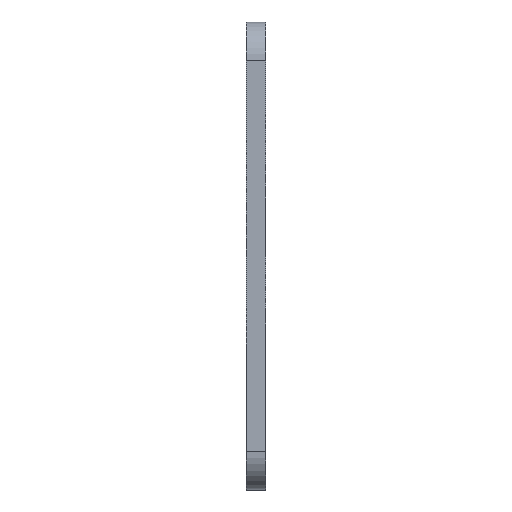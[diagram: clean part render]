
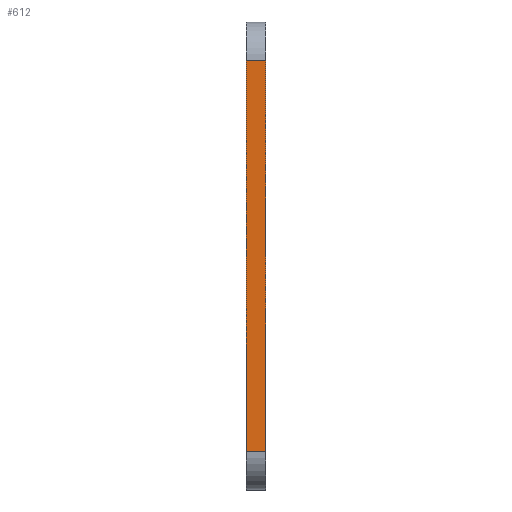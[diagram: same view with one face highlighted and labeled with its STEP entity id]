
A CAD part, left-side view. The second image highlights one B-rep face of the part: STEP entity #612.
In plain terms, the highlighted planar face has unit normal (-1, 0, 0).
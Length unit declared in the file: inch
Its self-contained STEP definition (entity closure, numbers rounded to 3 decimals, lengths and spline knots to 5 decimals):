
#22 = VECTOR ( 'NONE', #199, 39.37008 ) ;
#70 = CARTESIAN_POINT ( 'NONE',  ( -0.4375, 0.125, -2.75 ) ) ;
#73 = ORIENTED_EDGE ( 'NONE', *, *, #298, .T. ) ;
#108 = VECTOR ( 'NONE', #899, 39.37008 ) ;
#199 = DIRECTION ( 'NONE',  ( 0., 0., 1. ) ) ;
#232 = DIRECTION ( 'NONE',  ( 0., -1., 0. ) ) ;
#238 = CARTESIAN_POINT ( 'NONE',  ( -0.4375, 0.125, -0.25 ) ) ;
#251 = EDGE_CURVE ( 'NONE', #338, #1063, #691, .T. ) ;
#261 = VERTEX_POINT ( 'NONE', #487 ) ;
#270 = PLANE ( 'NONE',  #1143 ) ;
#272 = EDGE_CURVE ( 'NONE', #338, #288, #611, .T. ) ;
#288 = VERTEX_POINT ( 'NONE', #599 ) ;
#298 = EDGE_CURVE ( 'NONE', #288, #261, #594, .T. ) ;
#332 = LINE ( 'NONE', #948, #1268 ) ;
#338 = VERTEX_POINT ( 'NONE', #1325 ) ;
#373 = CARTESIAN_POINT ( 'NONE',  ( -0.4375, 0.125, -0.25 ) ) ;
#397 = CARTESIAN_POINT ( 'NONE',  ( -0.4375, 0.125, -0.25 ) ) ;
#487 = CARTESIAN_POINT ( 'NONE',  ( -0.4375, 0., -0.25 ) ) ;
#568 = DIRECTION ( 'NONE',  ( 0., 0., -1. ) ) ;
#594 = LINE ( 'NONE', #904, #1246 ) ;
#599 = CARTESIAN_POINT ( 'NONE',  ( -0.4375, 0., -2.75 ) ) ;
#611 = LINE ( 'NONE', #70, #108 ) ;
#612 = ADVANCED_FACE ( 'NONE', ( #1103 ), #270, .F. ) ;
#640 = ORIENTED_EDGE ( 'NONE', *, *, #272, .T. ) ;
#678 = ORIENTED_EDGE ( 'NONE', *, *, #251, .F. ) ;
#691 = LINE ( 'NONE', #397, #22 ) ;
#847 = EDGE_LOOP ( 'NONE', ( #73, #1141, #678, #640 ) ) ;
#899 = DIRECTION ( 'NONE',  ( 0., -1., 0. ) ) ;
#904 = CARTESIAN_POINT ( 'NONE',  ( -0.4375, 0., -0.25 ) ) ;
#920 = EDGE_CURVE ( 'NONE', #1063, #261, #332, .T. ) ;
#948 = CARTESIAN_POINT ( 'NONE',  ( -0.4375, 0.125, -0.25 ) ) ;
#975 = DIRECTION ( 'NONE',  ( 1., 0., 0. ) ) ;
#1007 = DIRECTION ( 'NONE',  ( 0., 0., 1. ) ) ;
#1063 = VERTEX_POINT ( 'NONE', #238 ) ;
#1103 = FACE_OUTER_BOUND ( 'NONE', #847, .T. ) ;
#1141 = ORIENTED_EDGE ( 'NONE', *, *, #920, .F. ) ;
#1143 = AXIS2_PLACEMENT_3D ( 'NONE', #373, #975, #568 ) ;
#1246 = VECTOR ( 'NONE', #1007, 39.37008 ) ;
#1268 = VECTOR ( 'NONE', #232, 39.37008 ) ;
#1325 = CARTESIAN_POINT ( 'NONE',  ( -0.4375, 0.125, -2.75 ) ) ;
